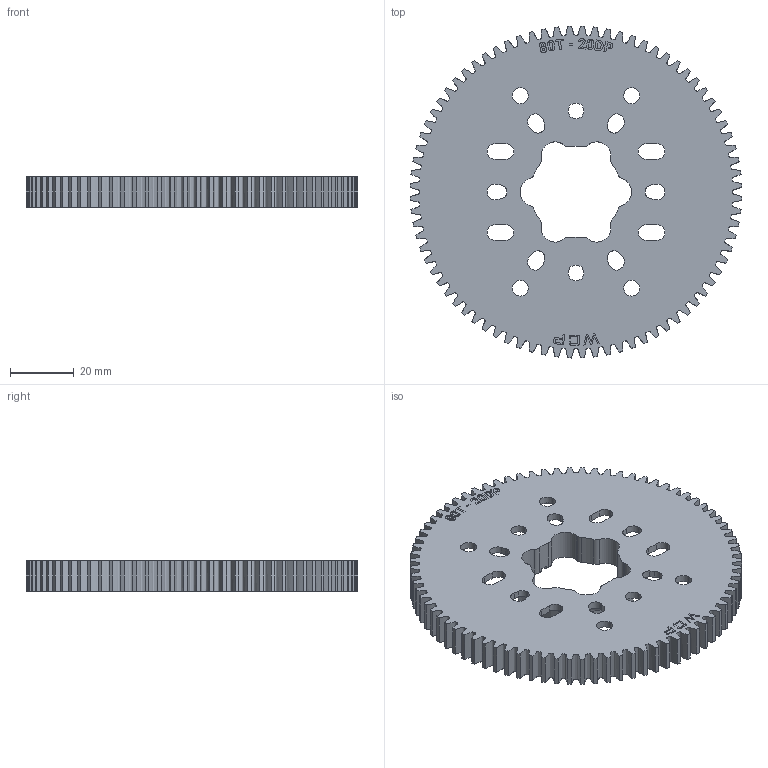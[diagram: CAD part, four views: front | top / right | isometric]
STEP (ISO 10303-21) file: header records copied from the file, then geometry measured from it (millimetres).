
FILE_DESCRIPTION (( 'STEP AP214' ), '1' );
FILE_NAME ('WCP-1105 Rev1.step', '2024-01-18T01:28:16', ( '' ), ( '' ), 'SwSTEP 2.0', 'SolidWorks 2022', '' );
FILE_SCHEMA (( 'AUTOMOTIVE_DESIGN' ));
Length unit declared in the file: metre
Products named in the file (1): WCP-1105 Rev1
Bounding box: 104.1 x 104.1 x 9.53 mm (x, y, z)
Volume: 29307.8 mm3; surface area: 24155.8 mm2
Topology: 1 solids, 1 shells, 418 faces, 1208 edges, 805 vertices
Faces by surface type: cylinder 161, bspline 131, plane 122, torus 4
Entity records: 40301 total; most frequent: CARTESIAN_POINT 29767, ORIENTED_EDGE 2416, DIRECTION 1861, EDGE_CURVE 1208, VERTEX_POINT 805, AXIS2_PLACEMENT_3D 635, VECTOR 591, LINE 591
